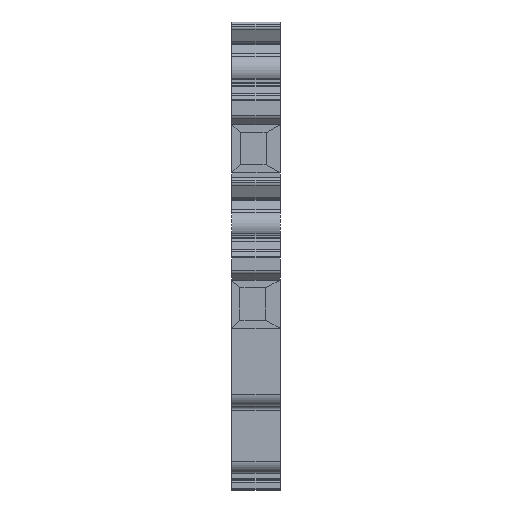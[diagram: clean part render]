
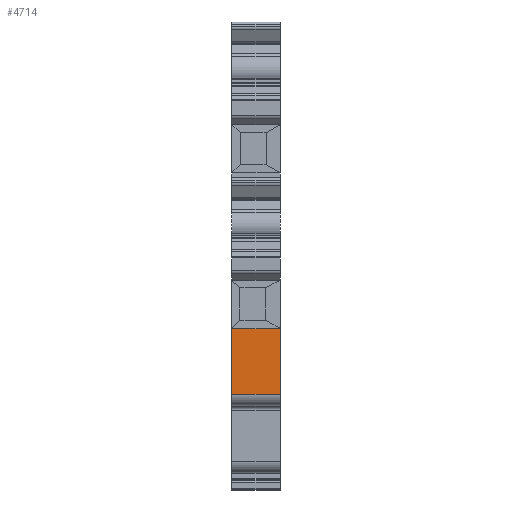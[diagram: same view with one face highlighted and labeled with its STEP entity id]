
A CAD part, left-side view. The second image highlights one B-rep face of the part: STEP entity #4714.
In plain terms, the highlighted face is planar.
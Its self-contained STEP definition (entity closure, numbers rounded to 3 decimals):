
#784 = EDGE_CURVE ( 'NONE', #8597, #2813, #3348, .T. ) ;
#927 = AXIS2_PLACEMENT_3D ( 'NONE', #8057, #8871, #8109 ) ;
#962 = DIRECTION ( 'NONE',  ( 0., 0., 1. ) ) ;
#1094 = CARTESIAN_POINT ( 'NONE',  ( 6., 10.15, 13.712 ) ) ;
#1255 = CARTESIAN_POINT ( 'NONE',  ( 6., 10.15, 13.712 ) ) ;
#1446 = LINE ( 'NONE', #9193, #5711 ) ;
#1840 = PLANE ( 'NONE',  #927 ) ;
#1893 = FACE_OUTER_BOUND ( 'NONE', #3705, .T. ) ;
#1980 = LINE ( 'NONE', #2746, #9347 ) ;
#2746 = CARTESIAN_POINT ( 'NONE',  ( 0., 10.15, 5.603 ) ) ;
#2775 = VECTOR ( 'NONE', #962, 1000. ) ;
#2813 = VERTEX_POINT ( 'NONE', #1094 ) ;
#3027 = DIRECTION ( 'NONE',  ( 1., 0., 0. ) ) ;
#3110 = CARTESIAN_POINT ( 'NONE',  ( 0., 10.15, 13.712 ) ) ;
#3152 = EDGE_CURVE ( 'NONE', #7948, #8821, #1980, .T. ) ;
#3348 = LINE ( 'NONE', #5787, #2775 ) ;
#3705 = EDGE_LOOP ( 'NONE', ( #4739, #5668, #4586, #8979 ) ) ;
#4586 = ORIENTED_EDGE ( 'NONE', *, *, #7838, .F. ) ;
#4714 = ADVANCED_FACE ( 'NONE', ( #1893 ), #1840, .T. ) ;
#4739 = ORIENTED_EDGE ( 'NONE', *, *, #7852, .T. ) ;
#5172 = DIRECTION ( 'NONE',  ( 1., 0., 0. ) ) ;
#5668 = ORIENTED_EDGE ( 'NONE', *, *, #784, .F. ) ;
#5711 = VECTOR ( 'NONE', #5172, 1000. ) ;
#5787 = CARTESIAN_POINT ( 'NONE',  ( 6., 10.15, 13.712 ) ) ;
#6079 = LINE ( 'NONE', #1255, #7005 ) ;
#7005 = VECTOR ( 'NONE', #3027, 1000. ) ;
#7838 = EDGE_CURVE ( 'NONE', #7948, #8597, #1446, .T. ) ;
#7852 = EDGE_CURVE ( 'NONE', #8821, #2813, #6079, .T. ) ;
#7948 = VERTEX_POINT ( 'NONE', #10005 ) ;
#7958 = CARTESIAN_POINT ( 'NONE',  ( 6., 10.15, 5.603 ) ) ;
#8000 = DIRECTION ( 'NONE',  ( 0., 0., 1. ) ) ;
#8057 = CARTESIAN_POINT ( 'NONE',  ( 0., 10.15, 13.712 ) ) ;
#8109 = DIRECTION ( 'NONE',  ( 0., 0., -1. ) ) ;
#8597 = VERTEX_POINT ( 'NONE', #7958 ) ;
#8821 = VERTEX_POINT ( 'NONE', #3110 ) ;
#8871 = DIRECTION ( 'NONE',  ( 0., 1., 0. ) ) ;
#8979 = ORIENTED_EDGE ( 'NONE', *, *, #3152, .T. ) ;
#9193 = CARTESIAN_POINT ( 'NONE',  ( 0., 10.15, 5.603 ) ) ;
#9347 = VECTOR ( 'NONE', #8000, 1000. ) ;
#10005 = CARTESIAN_POINT ( 'NONE',  ( 0., 10.15, 5.603 ) ) ;
